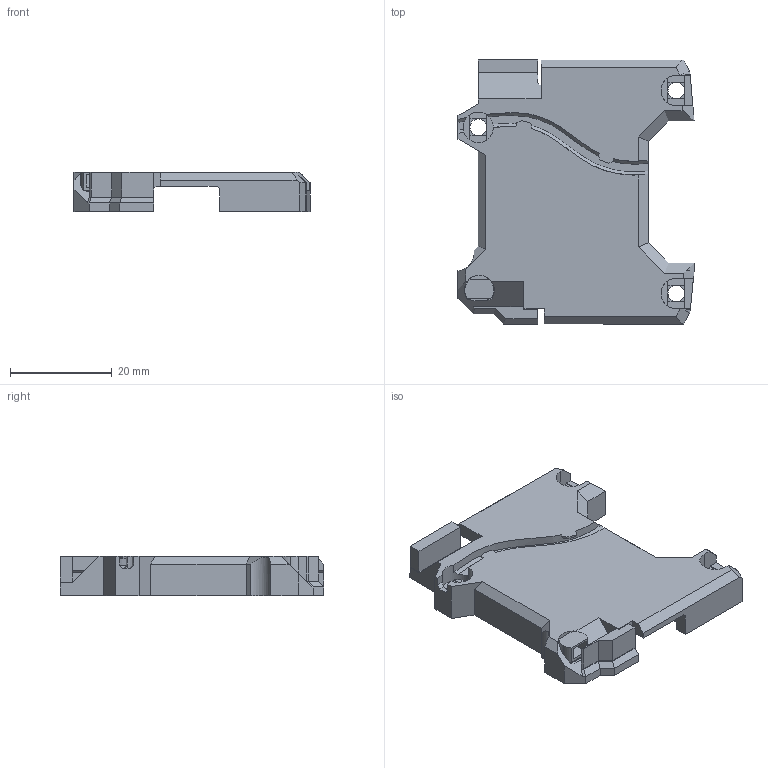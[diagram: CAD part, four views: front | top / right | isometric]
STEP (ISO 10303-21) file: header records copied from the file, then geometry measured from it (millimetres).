
FILE_DESCRIPTION (( 'STEP AP214' ), '1' );
FILE_NAME ('Bear_X_TopCover_LinearRail.STEP', '2023-05-11T19:51:06', ( '' ), ( '' ), 'SwSTEP 2.0', 'SolidWorks 2019', '' );
FILE_SCHEMA (( 'AUTOMOTIVE_DESIGN' ));
Length unit declared in the file: millimetre
Products named in the file (1): Bear_X_TopCover_LinearRail
Bounding box: 46.5 x 52 x 7.69 mm (x, y, z)
Volume: 9751.5 mm3; surface area: 6666.4 mm2
Topology: 4 solids, 4 shells, 213 faces, 584 edges, 374 vertices
Faces by surface type: plane 178, cylinder 23, bspline 10, cone 2
Entity records: 8405 total; most frequent: CARTESIAN_POINT 3010, ORIENTED_EDGE 1168, DIRECTION 1009, EDGE_CURVE 584, VECTOR 477, LINE 477, VERTEX_POINT 374, AXIS2_PLACEMENT_3D 266
